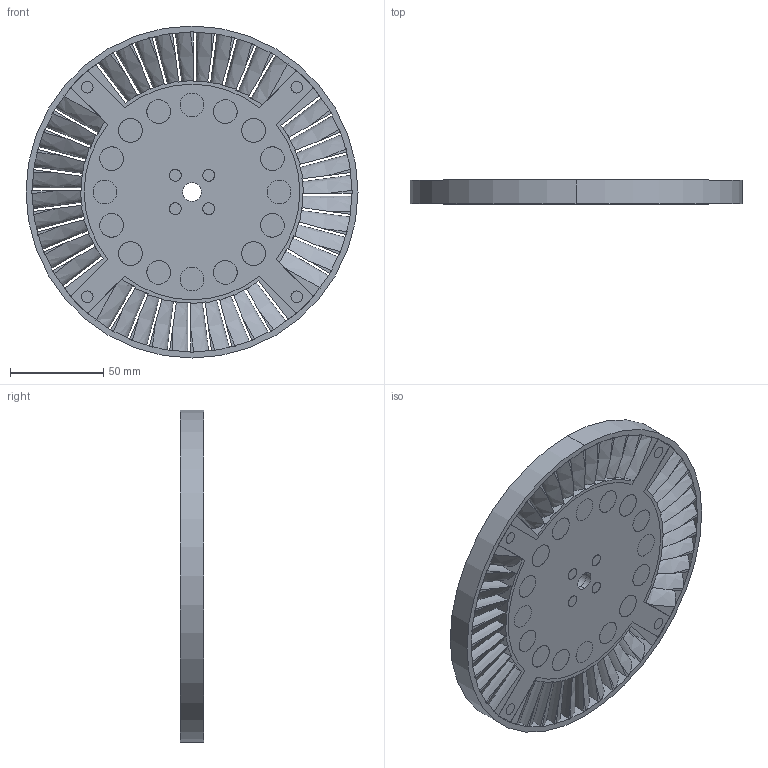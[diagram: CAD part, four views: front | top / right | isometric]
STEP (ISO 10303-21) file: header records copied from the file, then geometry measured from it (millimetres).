
FILE_DESCRIPTION (( 'STEP AP214' ), '1' );
FILE_NAME ('[TP] [Turb] Rotor37.STEP', '2024-04-30T21:26:23', ( '' ), ( '' ), 'SwSTEP 2.0', 'SolidWorks 2023', '' );
FILE_SCHEMA (( 'AUTOMOTIVE_DESIGN' ));
Length unit declared in the file: millimetre
Products named in the file (6): [TP] [Turb] Blisk; [TP] [Turb] Blisk Column Pins; [TP] [Turb] Rotor Blade Retaining Ring; [TP] [Turb] Rotor Outer Plate; [TP] [Turb] Small Column Pin; [TP] [Turb] Rotor37
Assembly tree (28 placements, depth 2):
  [TP] [Turb] Rotor37
    [TP] [Turb] Blisk
    [TP] [Turb] Rotor Outer Plate  x2
    [TP] [Turb] Blisk Column Pins  x16
    [TP] [Turb] Rotor Blade Retaining Ring
    [TP] [Turb] Small Column Pin  x8
Bounding box: 178.26 x 12.7 x 178.26 mm (x, y, z)
Volume: 254420.6 mm3; surface area: 152136.2 mm2
Topology: 28 solids, 28 shells, 608 faces, 1734 edges, 1182 vertices
Faces by surface type: cylinder 304, plane 224, bspline 80
Entity records: 18038 total; most frequent: CARTESIAN_POINT 5779, ORIENTED_EDGE 2802, DIRECTION 2237, EDGE_CURVE 1401, VERTEX_POINT 960, AXIS2_PLACEMENT_3D 826, VECTOR 585, LINE 585
